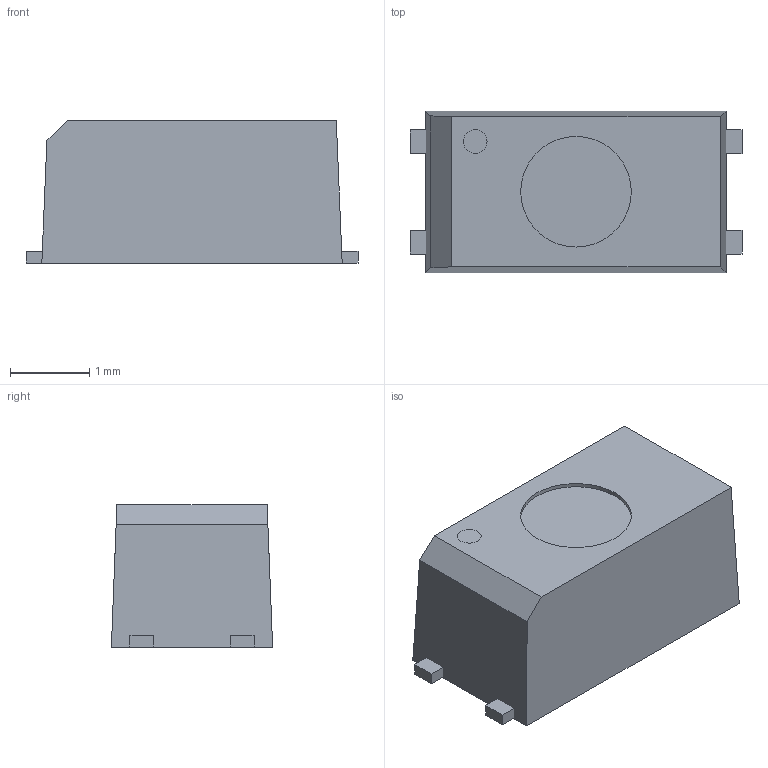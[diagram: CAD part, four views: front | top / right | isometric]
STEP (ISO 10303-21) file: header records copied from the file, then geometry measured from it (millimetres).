
FILE_DESCRIPTION(/* description */ (''),/* implementation_level */ '2;1');
FILE_NAME(/* name */ 'OMRON_SSOP4.stp',/* time_stamp */ '2016-11-10T14:45:04+01:00',/* author */ ('jchouvet'),/* organization */ (''),/* preprocessor_version */ 'ST-DEVELOPER v16.1',/* originating_system */ 'AutoCAD Mechanical',/* authorisation */ '');
FILE_SCHEMA (('AUTOMOTIVE_DESIGN { 1 0 10303 214 3 1 1 }'));
Length unit declared in the file: millimetre
Products named in the file (1): Product
Bounding box: 4.2 x 2.04 x 1.8 mm (x, y, z)
Volume: 13.2 mm3; surface area: 37.4 mm2
Topology: 6 solids, 6 shells, 38 faces, 72 edges, 48 vertices
Faces by surface type: plane 35, cylinder 3
Full cylindrical faces by diameter (mm): 0.3 x2, 1.4 x1
Entity records: 968 total; most frequent: CARTESIAN_POINT 156, DIRECTION 153, ORIENTED_EDGE 138, EDGE_CURVE 69, LINE 63, VECTOR 63, VERTEX_POINT 48, AXIS2_PLACEMENT_3D 45
